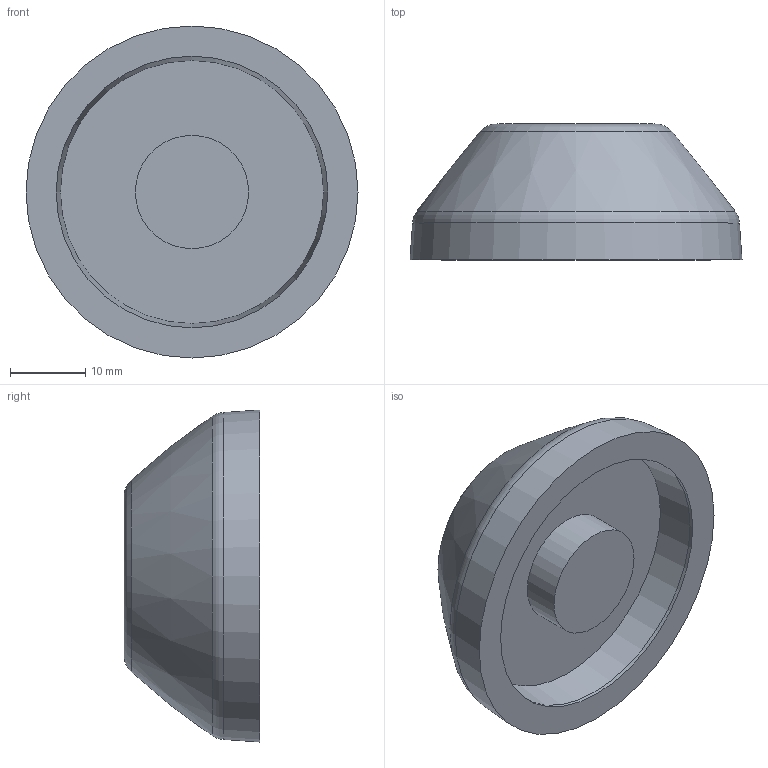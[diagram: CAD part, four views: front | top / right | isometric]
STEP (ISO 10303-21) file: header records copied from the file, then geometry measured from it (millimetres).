
FILE_DESCRIPTION(('FreeCAD Model'),'2;1');
FILE_NAME('Open CASCADE Shape Model','2024-03-20T10:45:24',(''),(''), 'Open CASCADE STEP processor 7.6','FreeCAD','Unknown');
FILE_SCHEMA(('AUTOMOTIVE_DESIGN { 1 0 10303 214 1 1 1 1 }'));
Length unit declared in the file: millimetre
Products named in the file (1): STI8-P45ST
Bounding box: 44 x 18 x 44 mm (x, y, z)
Volume: 13988.8 mm3; surface area: 5519.4 mm2
Topology: 1 solids, 1 shells, 14 faces, 25 edges, 15 vertices
Faces by surface type: plane 4, cone 3, torus 3, cylinder 2, sphere 1, revolution 1
Full cylindrical faces by diameter (mm): 15 x1, 36 x1
Entity records: 748 total; most frequent: CARTESIAN_POINT 221, DIRECTION 98, ORIENTED_EDGE 48, PCURVE 48, DEFINITIONAL_REPRESENTATION 48, LINE 39, VECTOR 39, AXIS2_PLACEMENT_3D 28
